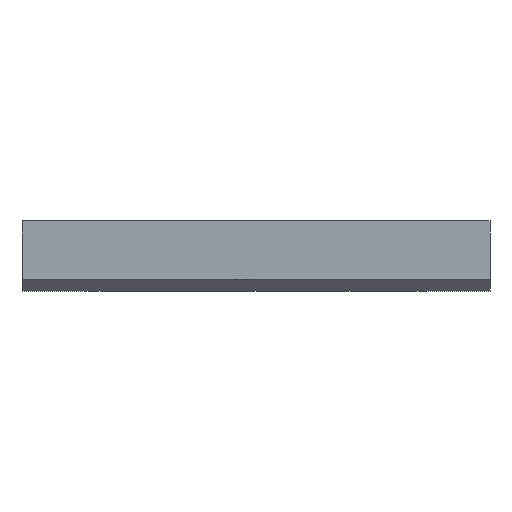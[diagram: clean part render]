
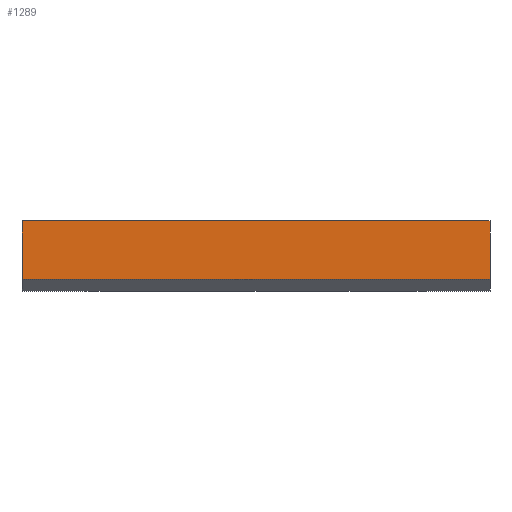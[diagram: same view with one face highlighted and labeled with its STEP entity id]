
A CAD part, front view. The second image highlights one B-rep face of the part: STEP entity #1289.
In plain terms, the highlighted planar face has unit normal (0, -1, 0).
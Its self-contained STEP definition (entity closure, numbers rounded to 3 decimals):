
#103 = VERTEX_POINT ( 'NONE', #336 ) ;
#152 = EDGE_CURVE ( 'NONE', #103, #2326, #2754, .T. ) ;
#183 = DIRECTION ( 'NONE',  ( 0., 0., 1. ) ) ;
#191 = EDGE_CURVE ( 'NONE', #103, #522, #1709, .T. ) ;
#303 = LINE ( 'NONE', #465, #438 ) ;
#336 = CARTESIAN_POINT ( 'NONE',  ( 0., 0., 12. ) ) ;
#380 = ORIENTED_EDGE ( 'NONE', *, *, #1530, .F. ) ;
#436 = DIRECTION ( 'NONE',  ( 1., 0., 0. ) ) ;
#438 = VECTOR ( 'NONE', #436, 1000. ) ;
#465 = CARTESIAN_POINT ( 'NONE',  ( 80., 0., 2. ) ) ;
#474 = VECTOR ( 'NONE', #771, 1000. ) ;
#489 = CARTESIAN_POINT ( 'NONE',  ( 80., 0., 12. ) ) ;
#522 = VERTEX_POINT ( 'NONE', #1228 ) ;
#524 = DIRECTION ( 'NONE',  ( 1., 0., 0. ) ) ;
#531 = CARTESIAN_POINT ( 'NONE',  ( 0., 0., 12. ) ) ;
#579 = CARTESIAN_POINT ( 'NONE',  ( 80., 0., 2. ) ) ;
#648 = VECTOR ( 'NONE', #524, 1000. ) ;
#701 = EDGE_CURVE ( 'NONE', #2326, #1791, #303, .T. ) ;
#771 = DIRECTION ( 'NONE',  ( 0., 0., -1. ) ) ;
#862 = DIRECTION ( 'NONE',  ( 0., 1., 0. ) ) ;
#883 = AXIS2_PLACEMENT_3D ( 'NONE', #2322, #862, #183 ) ;
#929 = VECTOR ( 'NONE', #2200, 1000. ) ;
#1126 = EDGE_LOOP ( 'NONE', ( #2388, #1493, #380, #2624 ) ) ;
#1228 = CARTESIAN_POINT ( 'NONE',  ( 80., 0., 12. ) ) ;
#1289 = ADVANCED_FACE ( 'NONE', ( #1404 ), #2771, .F. ) ;
#1404 = FACE_OUTER_BOUND ( 'NONE', #1126, .T. ) ;
#1493 = ORIENTED_EDGE ( 'NONE', *, *, #701, .T. ) ;
#1530 = EDGE_CURVE ( 'NONE', #522, #1791, #2223, .T. ) ;
#1709 = LINE ( 'NONE', #1842, #648 ) ;
#1791 = VERTEX_POINT ( 'NONE', #579 ) ;
#1842 = CARTESIAN_POINT ( 'NONE',  ( 0., 0., 12. ) ) ;
#1901 = CARTESIAN_POINT ( 'NONE',  ( 0., 0., 2. ) ) ;
#2200 = DIRECTION ( 'NONE',  ( 0., 0., -1. ) ) ;
#2223 = LINE ( 'NONE', #489, #929 ) ;
#2322 = CARTESIAN_POINT ( 'NONE',  ( 0., 0., 12. ) ) ;
#2326 = VERTEX_POINT ( 'NONE', #1901 ) ;
#2388 = ORIENTED_EDGE ( 'NONE', *, *, #152, .T. ) ;
#2624 = ORIENTED_EDGE ( 'NONE', *, *, #191, .F. ) ;
#2754 = LINE ( 'NONE', #531, #474 ) ;
#2771 = PLANE ( 'NONE',  #883 ) ;
